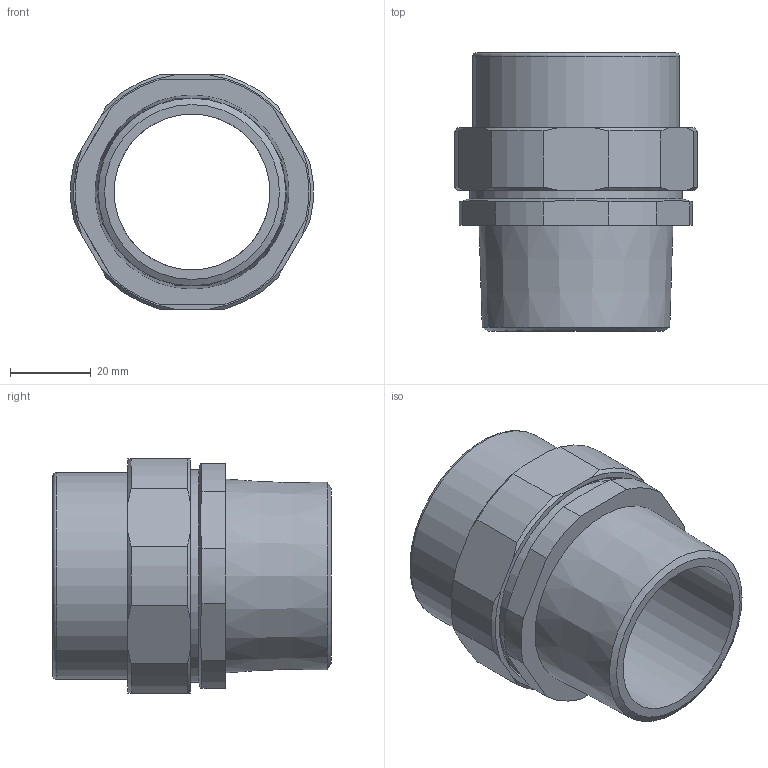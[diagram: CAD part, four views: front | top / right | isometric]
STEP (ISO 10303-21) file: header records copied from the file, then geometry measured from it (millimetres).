
FILE_DESCRIPTION(/* description */ (''),/* implementation_level */ '2;1');
FILE_NAME(/* name */ 'KIL_UNY150.stp',/* time_stamp */ '2021-04-05T11:27:08-05:00',/* author */ ('nsantoro'),/* organization */ (''),/* preprocessor_version */ 'ST-DEVELOPER v18',/* originating_system */ 'Autodesk Inventor 2020',/* authorisation */ '');
FILE_SCHEMA (('AUTOMOTIVE_DESIGN { 1 0 10303 214 3 1 1 }'));
Length unit declared in the file: inch
Products named in the file (1): UNY150_Shrinkwrap_1
Bounding box: 59.99 x 68.83 x 57.94 mm (x, y, z)
Volume: 57988.5 mm3; surface area: 31072.1 mm2
Topology: 3 solids, 3 shells, 63 faces, 180 edges, 124 vertices
Faces by surface type: cone 23, cylinder 20, plane 19, torus 1
Full cylindrical faces by diameter (mm): 38.608 x2, 51.308 x1, 51.816 x1, 52.578 x1, 53.594 x1, 55.118 x2
Entity records: 2205 total; most frequent: CARTESIAN_POINT 428, DIRECTION 367, ORIENTED_EDGE 360, EDGE_CURVE 180, AXIS2_PLACEMENT_3D 153, VERTEX_POINT 124, CIRCLE 89, EDGE_LOOP 70
